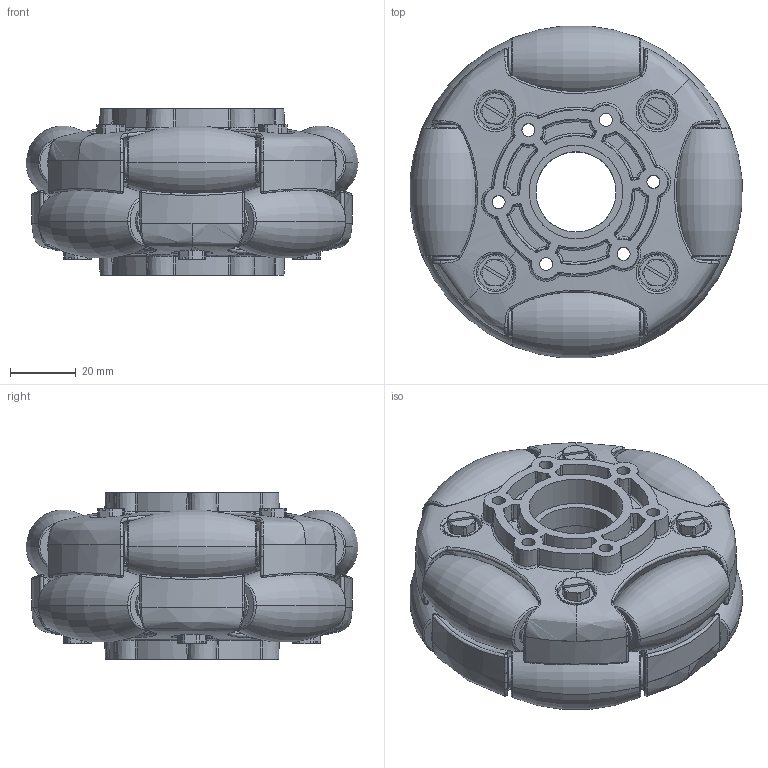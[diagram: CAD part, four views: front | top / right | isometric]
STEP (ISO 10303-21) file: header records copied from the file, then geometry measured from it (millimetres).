
FILE_DESCRIPTION (( 'STEP AP214' ), '1' );
FILE_NAME ('am-3047 4in DuraOmni V2.STEP', '2015-10-02T14:09:43', ( '' ), ( '' ), 'SwSTEP 2.0', 'SolidWorks 2014', '' );
FILE_SCHEMA (( 'AUTOMOTIVE_DESIGN' ));
Length unit declared in the file: inch
Products named in the file (6): am-3047 4in DuraOmni V2; 0125 x 1875 dowel pin; 10-24 hex half inch_93882A213; MP8d - Outer Bodyv2; MP8d - Inner Body v2; MP8d - Roller
Assembly tree (27 placements, depth 2):
  am-3047 4in DuraOmni V2
    MP8d - Roller  x8
    MP8d - Inner Body v2
    MP8d - Outer Bodyv2  x2
    10-24 hex half inch_93882A213  x8
    0125 x 1875 dowel pin  x8
Bounding box: 101.29 x 101.29 x 50.8 mm (x, y, z)
Volume: 207063.7 mm3; surface area: 104308.4 mm2
Topology: 27 solids, 27 shells, 2906 faces, 7332 edges, 4548 vertices
Faces by surface type: bspline 818, cylinder 674, sphere 425, plane 406, cone 349, torus 234
Entity records: 72047 total; most frequent: CARTESIAN_POINT 32646, ORIENTED_EDGE 7442, DIRECTION 6389, EDGE_CURVE 3721, AXIS2_PLACEMENT_3D 2884, VERTEX_POINT 2261, CIRCLE 1798, EDGE_LOOP 1596
